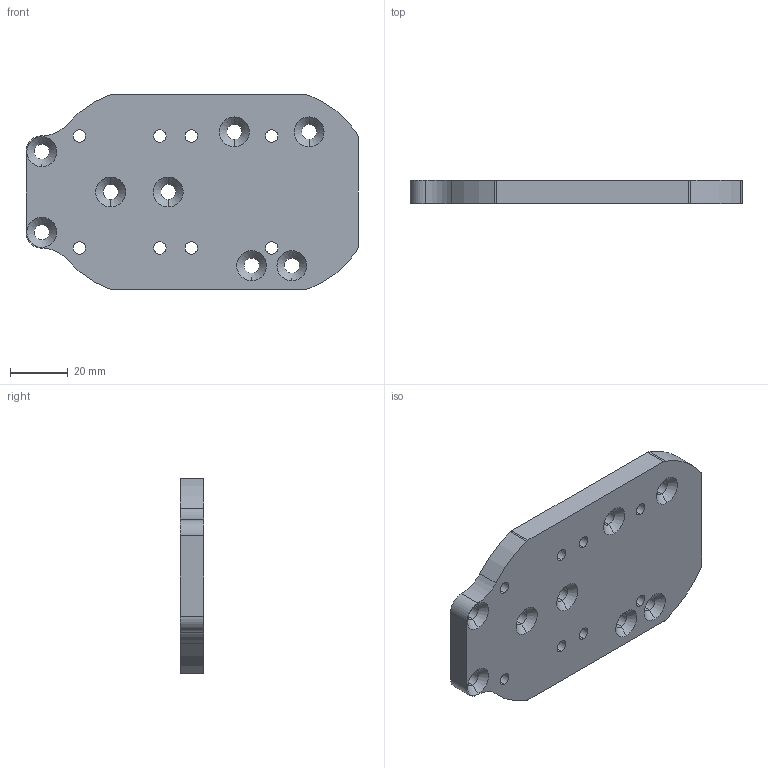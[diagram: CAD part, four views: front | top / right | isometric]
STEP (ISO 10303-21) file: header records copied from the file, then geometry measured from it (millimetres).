
FILE_DESCRIPTION (( 'STEP AP214' ), '1' );
FILE_NAME ('Rac-002-A-raccord perche haut.STEP', '2022-08-11T09:27:22', ( '' ), ( '' ), 'SwSTEP 2.0', 'SolidWorks 2021', '' );
FILE_SCHEMA (( 'AUTOMOTIVE_DESIGN' ));
Length unit declared in the file: millimetre
Products named in the file (1): Rac-002-A-raccord perche haut
Bounding box: 115.44 x 8 x 68 mm (x, y, z)
Volume: 53510.5 mm3; surface area: 17945 mm2
Topology: 1 solids, 1 shells, 84 faces, 214 edges, 132 vertices
Faces by surface type: cylinder 46, cone 32, plane 6
Entity records: 2664 total; most frequent: DIRECTION 508, CARTESIAN_POINT 431, ORIENTED_EDGE 428, EDGE_CURVE 214, AXIS2_PLACEMENT_3D 209, VERTEX_POINT 132, CIRCLE 124, EDGE_LOOP 116
